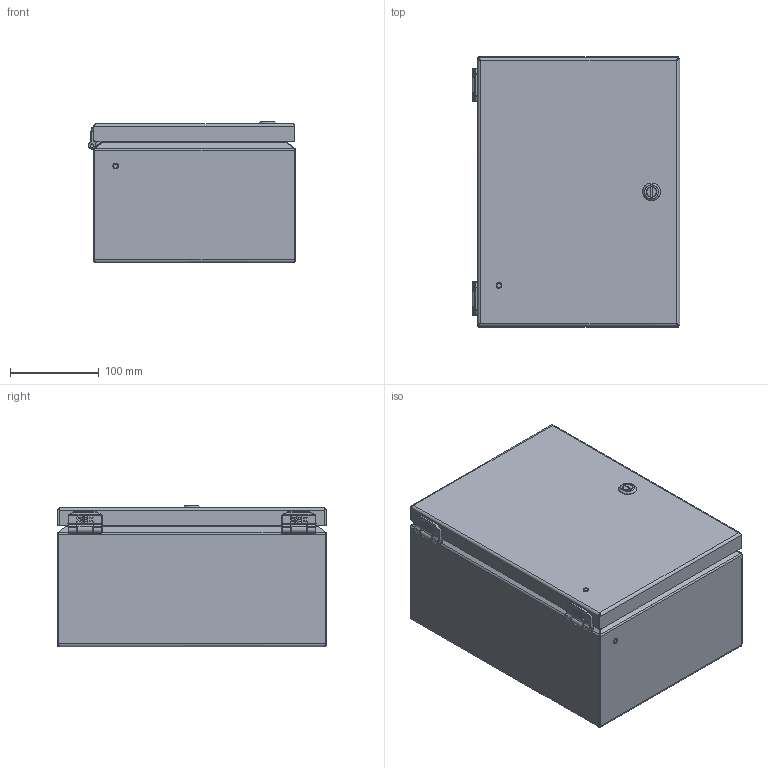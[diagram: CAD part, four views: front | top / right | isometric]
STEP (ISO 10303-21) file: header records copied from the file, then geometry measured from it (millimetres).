
FILE_DESCRIPTION (( 'STEP AP203' ), '1' );
FILE_NAME ('SCE-L9126ELJSS.step', '2021-02-09T22:23:11', ( 'ADC123' ), ( 'Microsoft' ), 'SwSTEP 2.0', 'SolidWorks 2019', '' );
FILE_SCHEMA (( 'CONFIG_CONTROL_DESIGN' ));
Products named in the file (1): SCE-L9126ELJSS
Bounding box: 234.2 x 304.9 x 159.91 mm (x, y, z)
Surface area: 801641.7 mm2 (no closed solid volume)
Topology: 0 solids, 40 shells, 2625 faces, 6880 edges, 4239 vertices
Faces by surface type: bspline 904, plane 855, cylinder 762, cone 96, torus 8
Full cylindrical faces by diameter (mm): 0.508 x2, 2.54 x2, 2.743 x4, 3.439 x4, 3.962 x2, 4.013 x6, 4.064 x4, 4.318 x4, 4.42 x2, 4.572 x2, 4.775 x6, 4.826 x5, 4.902 x2, 5.08 x1, 5.537 x2, 5.842 x2, 6.02 x2, 6.058 x1, 6.35 x8, 6.463 x1, 6.502 x2, 6.604 x2, 6.756 x2, 6.824 x1, 7.112 x4, 7.137 x4, 7.167 x1, 7.874 x1, 8.28 x1, 8.89 x1
Entity records: 181663 total; most frequent: CARTESIAN_POINT 128969, ORIENTED_EDGE 12382, DIRECTION 7649, EDGE_CURVE 6581, VERTEX_POINT 4186, B_SPLINE_CURVE_WITH_KNOTS 3242, EDGE_LOOP 2889, AXIS2_PLACEMENT_3D 2822
